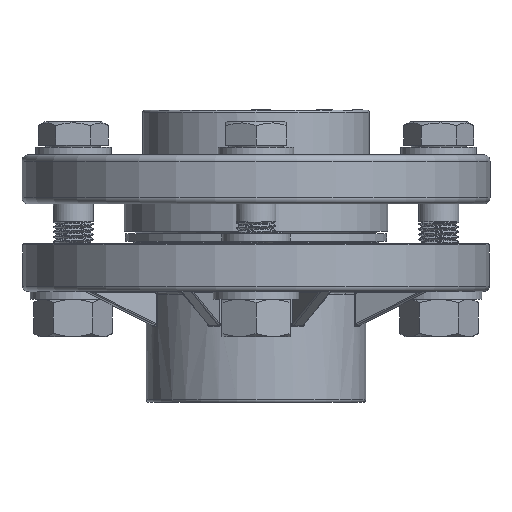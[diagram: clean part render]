
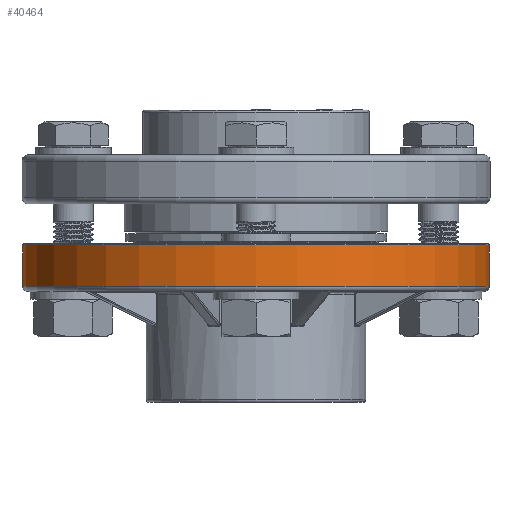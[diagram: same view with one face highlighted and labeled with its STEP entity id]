
A CAD part, front view. The second image highlights one B-rep face of the part: STEP entity #40464.
In plain terms, the highlighted cylindrical face has radius 92.5 mm (diameter 185 mm), a full revolution.
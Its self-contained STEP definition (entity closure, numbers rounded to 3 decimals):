
#1262=CYLINDRICAL_SURFACE('',#43558,92.5);
#4504=LINE('',#65715,#7477);
#7477=VECTOR('',#48697,92.5);
#10273=FACE_OUTER_BOUND('',#12823,.T.);
#12823=EDGE_LOOP('',(#29443,#29444,#29445,#29446,#29447));
#15509=CIRCLE('',#43559,92.5);
#15510=CIRCLE('',#43560,92.5);
#15511=CIRCLE('',#43561,92.5);
#17745=VERTEX_POINT('',#65712);
#17746=VERTEX_POINT('',#65714);
#17747=VERTEX_POINT('',#65716);
#22118=EDGE_CURVE('',#17745,#17745,#15509,.T.);
#22119=EDGE_CURVE('',#17745,#17746,#4504,.T.);
#22120=EDGE_CURVE('',#17746,#17747,#15510,.T.);
#22121=EDGE_CURVE('',#17747,#17746,#15511,.T.);
#29443=ORIENTED_EDGE('',*,*,#22118,.T.);
#29444=ORIENTED_EDGE('',*,*,#22119,.T.);
#29445=ORIENTED_EDGE('',*,*,#22120,.T.);
#29446=ORIENTED_EDGE('',*,*,#22121,.T.);
#29447=ORIENTED_EDGE('',*,*,#22119,.F.);
#40464=ADVANCED_FACE('',(#10273),#1262,.T.);
#43558=AXIS2_PLACEMENT_3D('',#65711,#48693,#48694);
#43559=AXIS2_PLACEMENT_3D('',#65713,#48695,#48696);
#43560=AXIS2_PLACEMENT_3D('',#65717,#48698,#48699);
#43561=AXIS2_PLACEMENT_3D('',#65718,#48700,#48701);
#48693=DIRECTION('center_axis',(0.,0.,
1.));
#48694=DIRECTION('ref_axis',(1.,0.,0.));
#48695=DIRECTION('center_axis',(0.,0.,
-1.));
#48696=DIRECTION('ref_axis',(1.,0.,0.));
#48697=DIRECTION('',(0.,0.,-1.));
#48698=DIRECTION('center_axis',(0.,0.,
1.));
#48699=DIRECTION('ref_axis',(-1.,0.,0.));
#48700=DIRECTION('center_axis',(0.,0.,
1.));
#48701=DIRECTION('ref_axis',(-1.,0.,0.));
#65711=CARTESIAN_POINT('Origin',(0.,0.,
-5.2));
#65712=CARTESIAN_POINT('',(-92.5,0.,11.8));
#65713=CARTESIAN_POINT('Origin',(0.,0.,
11.8));
#65714=CARTESIAN_POINT('',(-92.5,0.,-4.7));
#65715=CARTESIAN_POINT('',(-92.5,0.,-5.2));
#65716=CARTESIAN_POINT('',(92.5,0.,-4.7));
#65717=CARTESIAN_POINT('Origin',(0.,0.,
-4.7));
#65718=CARTESIAN_POINT('Origin',(0.,0.,
-4.7));
